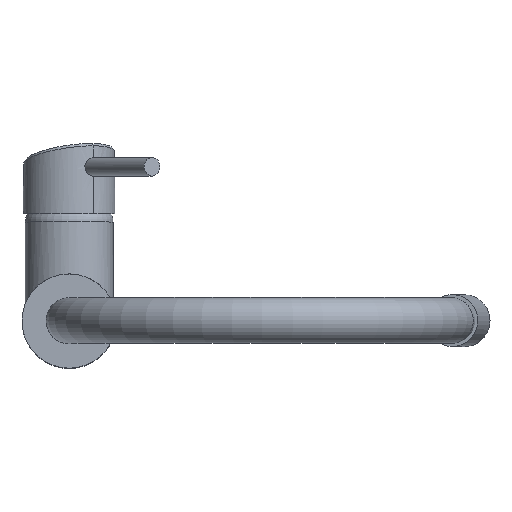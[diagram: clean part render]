
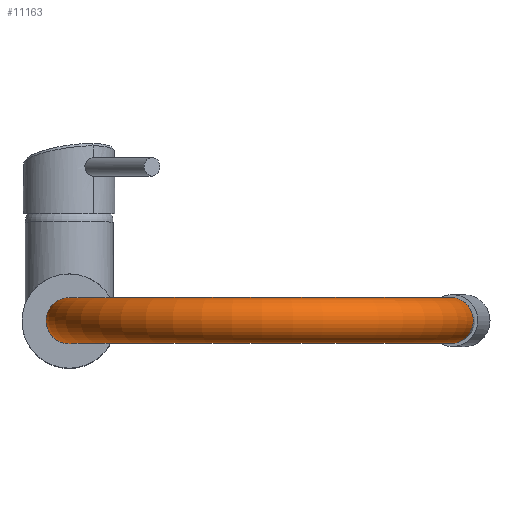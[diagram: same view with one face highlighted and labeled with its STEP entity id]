
A CAD part, top view. The second image highlights one B-rep face of the part: STEP entity #11163.
In plain terms, the highlighted toroidal (fillet/blend) face has major radius 104 mm and minor radius 12.4 mm.
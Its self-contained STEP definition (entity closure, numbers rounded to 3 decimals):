
#129=TOROIDAL_SURFACE('',#11938,104.,12.4);
#687=CIRCLE('',#11937,12.4);
#688=CIRCLE('',#11939,12.4);
#3285=ORIENTED_EDGE('',*,*,#6731,.F.);
#3286=ORIENTED_EDGE('',*,*,#6732,.T.);
#6731=EDGE_CURVE('',#8459,#8459,#687,.F.);
#6732=EDGE_CURVE('',#8460,#8460,#688,.F.);
#8459=VERTEX_POINT('',#16463);
#8460=VERTEX_POINT('',#16466);
#9723=EDGE_LOOP('',(#3285));
#9724=EDGE_LOOP('',(#3286));
#10409=FACE_BOUND('',#9723,.T.);
#10410=FACE_BOUND('',#9724,.T.);
#11163=ADVANCED_FACE('',(#10409,#10410),#129,.T.);
#11937=AXIS2_PLACEMENT_3D('',#16462,#13102,#13103);
#11938=AXIS2_PLACEMENT_3D('',#16464,#13104,#13105);
#11939=AXIS2_PLACEMENT_3D('',#16465,#13106,#13107);
#13102=DIRECTION('',(-0.174,0.,0.985));
#13103=DIRECTION('',(-0.985,0.,-0.174));
#13104=DIRECTION('',(0.,1.,0.));
#13105=DIRECTION('',(0.,0.,1.));
#13106=DIRECTION('',(0.,0.,-1.));
#13107=DIRECTION('',(1.,0.,0.));
#16462=CARTESIAN_POINT('',(206.42,0.,261.459));
#16463=CARTESIAN_POINT('',(194.208,0.,259.306));
#16464=CARTESIAN_POINT('',(104.,0.,243.4));
#16465=CARTESIAN_POINT('',(0.,0.,243.4));
#16466=CARTESIAN_POINT('',(12.4,0.,243.4));
